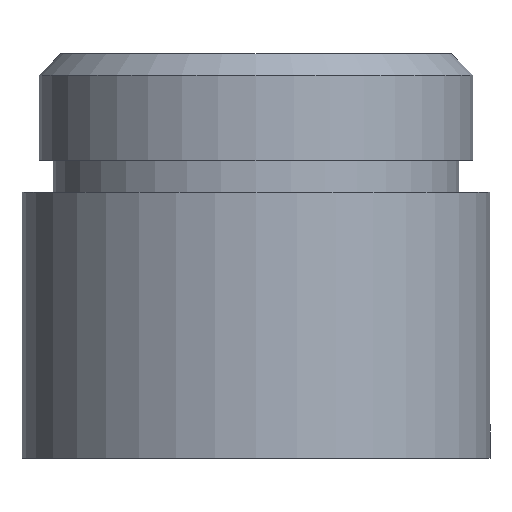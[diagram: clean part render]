
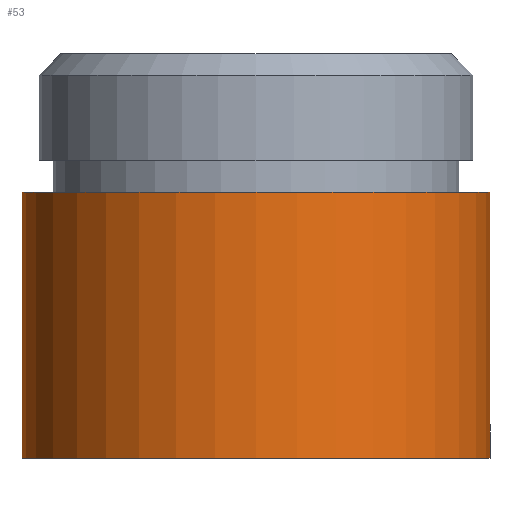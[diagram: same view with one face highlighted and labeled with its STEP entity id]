
A CAD part, front view. The second image highlights one B-rep face of the part: STEP entity #53.
In plain terms, the highlighted cylindrical face has radius 11 mm (diameter 22 mm), a full revolution.
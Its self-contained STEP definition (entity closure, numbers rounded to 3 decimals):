
#38=CYLINDRICAL_SURFACE('',#224,11.);
#53=ADVANCED_FACE('',(#84,#85),#38,.T.);
#84=FACE_BOUND('',#114,.T.);
#85=FACE_BOUND('',#115,.T.);
#114=EDGE_LOOP('',(#144));
#115=EDGE_LOOP('',(#145));
#144=ORIENTED_EDGE('',*,*,#181,.T.);
#145=ORIENTED_EDGE('',*,*,#182,.T.);
#166=VERTEX_POINT('',#327);
#167=VERTEX_POINT('',#330);
#181=EDGE_CURVE('',#166,#166,#196,.T.);
#182=EDGE_CURVE('',#167,#167,#197,.T.);
#196=CIRCLE('',#221,11.);
#197=CIRCLE('',#223,11.);
#221=AXIS2_PLACEMENT_3D('',#326,#274,#275);
#223=AXIS2_PLACEMENT_3D('',#329,#278,#279);
#224=AXIS2_PLACEMENT_3D('',#331,#280,#281);
#274=DIRECTION('',(0.,0.,-1.));
#275=DIRECTION('',(1.,0.,0.));
#278=DIRECTION('',(0.,0.,1.));
#279=DIRECTION('',(1.,0.,0.));
#280=DIRECTION('',(0.,0.,1.));
#281=DIRECTION('',(1.,0.,0.));
#326=CARTESIAN_POINT('',(-2.111,-1.721,22.5));
#327=CARTESIAN_POINT('',(8.889,-1.721,22.5));
#329=CARTESIAN_POINT('',(-2.111,-1.721,10.));
#330=CARTESIAN_POINT('',(8.889,-1.721,10.));
#331=CARTESIAN_POINT('',(-2.111,-1.721,10.));
